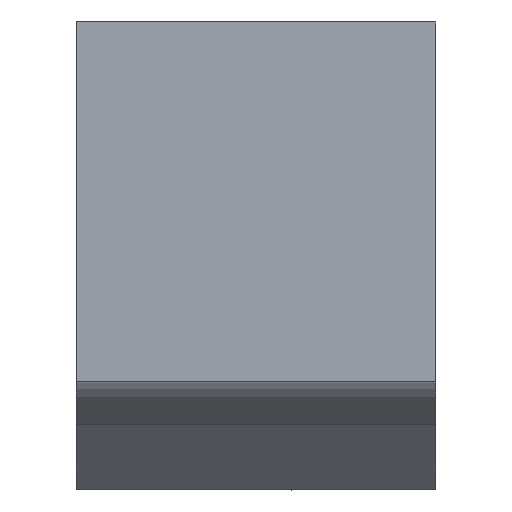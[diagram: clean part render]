
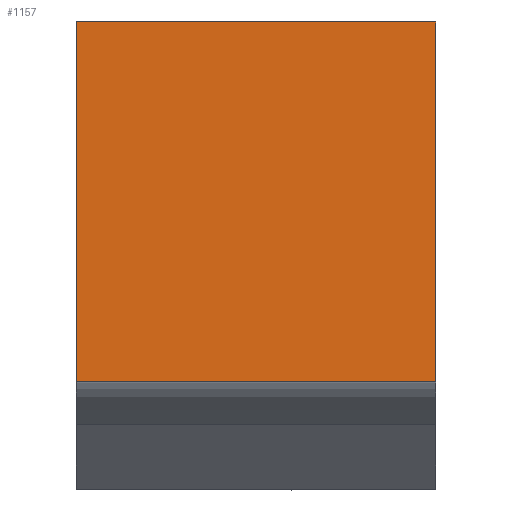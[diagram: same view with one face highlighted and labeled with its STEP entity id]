
A CAD part, left-side view. The second image highlights one B-rep face of the part: STEP entity #1157.
In plain terms, the highlighted planar face has unit normal (-1, 0, 0).
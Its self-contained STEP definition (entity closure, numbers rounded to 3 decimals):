
#7 = DIRECTION ( 'NONE',  ( 0., 0., -1. ) ) ;
#25 = EDGE_CURVE ( 'NONE', #1166, #657, #1231, .T. ) ;
#189 = DIRECTION ( 'NONE',  ( 0., -1., 0. ) ) ;
#195 = VECTOR ( 'NONE', #421, 1000. ) ;
#211 = CARTESIAN_POINT ( 'NONE',  ( 0., 10., 10. ) ) ;
#214 = CARTESIAN_POINT ( 'NONE',  ( 0., 10., 10. ) ) ;
#220 = DIRECTION ( 'NONE',  ( 0., -1., 0. ) ) ;
#237 = AXIS2_PLACEMENT_3D ( 'NONE', #880, #1189, #359 ) ;
#331 = EDGE_CURVE ( 'NONE', #780, #1166, #497, .T. ) ;
#353 = VECTOR ( 'NONE', #7, 1000. ) ;
#359 = DIRECTION ( 'NONE',  ( 0., 0., 1. ) ) ;
#363 = CARTESIAN_POINT ( 'NONE',  ( 0., 10., 10. ) ) ;
#364 = CARTESIAN_POINT ( 'NONE',  ( 0., 10., 0. ) ) ;
#421 = DIRECTION ( 'NONE',  ( 0., 0., -1. ) ) ;
#480 = VERTEX_POINT ( 'NONE', #821 ) ;
#497 = LINE ( 'NONE', #214, #353 ) ;
#506 = ORIENTED_EDGE ( 'NONE', *, *, #646, .F. ) ;
#534 = LINE ( 'NONE', #637, #195 ) ;
#637 = CARTESIAN_POINT ( 'NONE',  ( 0., 0., 10. ) ) ;
#646 = EDGE_CURVE ( 'NONE', #480, #657, #534, .T. ) ;
#657 = VERTEX_POINT ( 'NONE', #741 ) ;
#659 = FACE_OUTER_BOUND ( 'NONE', #1303, .T. ) ;
#680 = EDGE_CURVE ( 'NONE', #780, #480, #1245, .T. ) ;
#741 = CARTESIAN_POINT ( 'NONE',  ( 0., 0., 0. ) ) ;
#745 = ORIENTED_EDGE ( 'NONE', *, *, #25, .T. ) ;
#780 = VERTEX_POINT ( 'NONE', #363 ) ;
#821 = CARTESIAN_POINT ( 'NONE',  ( 0., 0., 10. ) ) ;
#856 = VECTOR ( 'NONE', #189, 1000. ) ;
#880 = CARTESIAN_POINT ( 'NONE',  ( 0., 10., 10. ) ) ;
#896 = ORIENTED_EDGE ( 'NONE', *, *, #680, .F. ) ;
#985 = PLANE ( 'NONE',  #237 ) ;
#1081 = VECTOR ( 'NONE', #220, 1000. ) ;
#1114 = CARTESIAN_POINT ( 'NONE',  ( 0., 131.158, 0. ) ) ;
#1157 = ADVANCED_FACE ( 'NONE', ( #659 ), #985, .F. ) ;
#1166 = VERTEX_POINT ( 'NONE', #364 ) ;
#1189 = DIRECTION ( 'NONE',  ( 1., 0., 0. ) ) ;
#1231 = LINE ( 'NONE', #1114, #856 ) ;
#1236 = ORIENTED_EDGE ( 'NONE', *, *, #331, .T. ) ;
#1245 = LINE ( 'NONE', #211, #1081 ) ;
#1303 = EDGE_LOOP ( 'NONE', ( #506, #896, #1236, #745 ) ) ;
